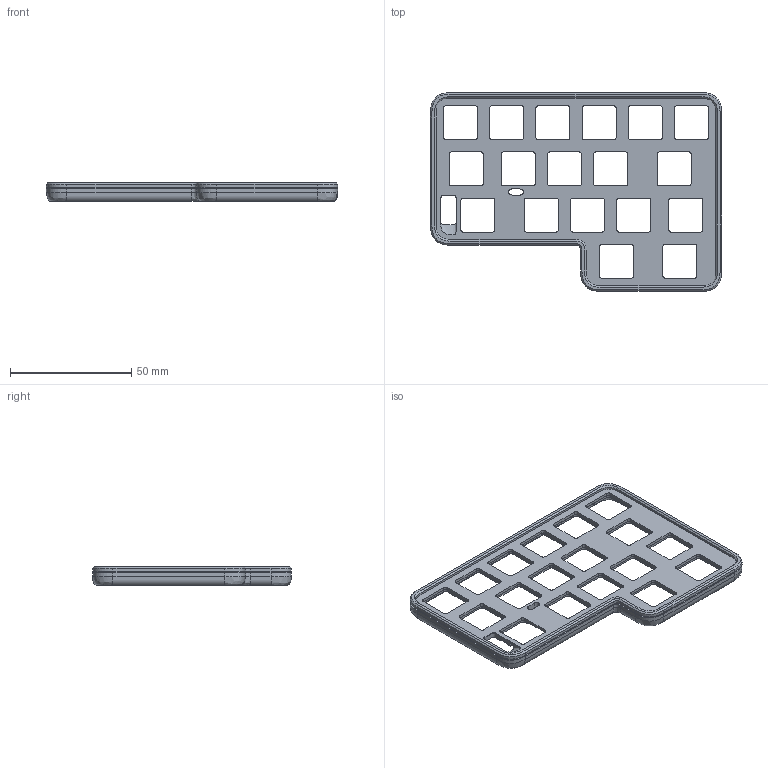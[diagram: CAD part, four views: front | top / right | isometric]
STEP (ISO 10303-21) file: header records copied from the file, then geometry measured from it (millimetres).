
FILE_DESCRIPTION(/* description */ (''),/* implementation_level */ '2;1');
FILE_NAME(/* name */ 'C_left_Top.step',/* time_stamp */ '2023-02-16T21:16:32+08:00',/* author */ (''),/* organization */ (''),/* preprocessor_version */ 'ST-DEVELOPER v19.2',/* originating_system */ 'Autodesk Translation Framework v11.17.0.187',/* authorisation */ '');
FILE_SCHEMA (('AUTOMOTIVE_DESIGN { 1 0 10303 214 3 1 1 }'));
Length unit declared in the file: millimetre
Products named in the file (1): Keyboard Export
Bounding box: 120.1 x 82 x 7.52 mm (x, y, z)
Volume: 14506.1 mm3; surface area: 17340.7 mm2
Topology: 1 solids, 1 shells, 587 faces, 1652 edges, 1083 vertices
Faces by surface type: plane 299, cylinder 201, bspline 87
Full cylindrical faces by diameter (mm): 1.2 x3, 1.865 x4, 2.7 x3
Entity records: 21676 total; most frequent: CARTESIAN_POINT 6741, ORIENTED_EDGE 3304, DIRECTION 2845, EDGE_CURVE 1652, VERTEX_POINT 1083, LINE 1035, VECTOR 1035, AXIS2_PLACEMENT_3D 905
